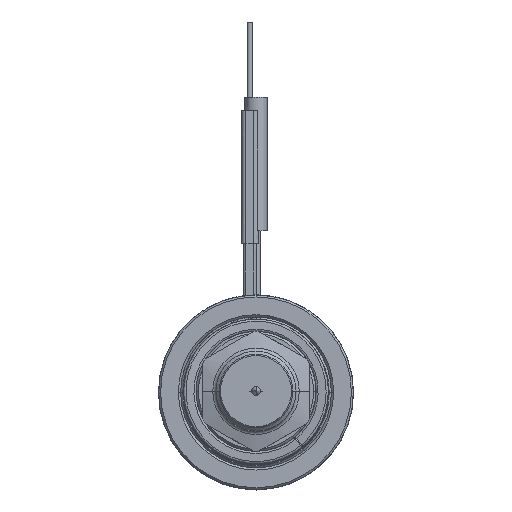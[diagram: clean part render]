
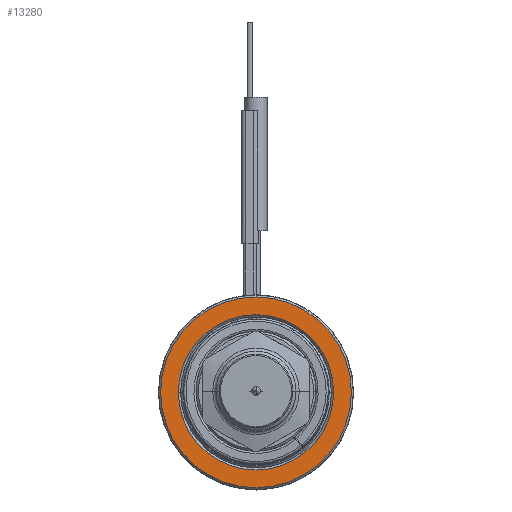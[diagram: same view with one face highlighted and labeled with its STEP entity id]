
A CAD part, top view. The second image highlights one B-rep face of the part: STEP entity #13280.
In plain terms, the highlighted planar face has unit normal (0, 0, 1).
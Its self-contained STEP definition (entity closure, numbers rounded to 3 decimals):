
#3914=CARTESIAN_POINT('',(0.,0.,40.));
#3915=DIRECTION('',(0.,0.,-1.));
#3916=DIRECTION('',(-1.,0.,0.));
#3917=AXIS2_PLACEMENT_3D('',#3914,#3915,#3916);
#3928=CARTESIAN_POINT('',(0.,0.,
40.));
#3929=DIRECTION('',(0.,0.,-1.));
#3930=DIRECTION('',(1.,0.,0.));
#3931=AXIS2_PLACEMENT_3D('',#3928,#3929,#3930);
#3942=CARTESIAN_POINT('',(0.,0.,
40.));
#3943=DIRECTION('',(0.,0.,-1.));
#3944=DIRECTION('',(1.,0.,0.));
#3945=AXIS2_PLACEMENT_3D('',#3942,#3943,#3944);
#3956=CARTESIAN_POINT('',(0.,0.,
40.));
#3957=DIRECTION('',(0.,0.,-1.));
#3958=DIRECTION('',(-1.,0.,0.));
#3959=AXIS2_PLACEMENT_3D('',#3956,#3957,#3958);
#7967=CARTESIAN_POINT('',(21.5,0.,40.));
#7968=CARTESIAN_POINT('',(-21.5,0.,40.));
#7969=VERTEX_POINT('',#7967);
#7970=VERTEX_POINT('',#7968);
#7971=CARTESIAN_POINT('',(17.5,0.,40.));
#7972=CARTESIAN_POINT('',(-17.5,0.,40.));
#7973=VERTEX_POINT('',#7971);
#7974=VERTEX_POINT('',#7972);
#13265=CARTESIAN_POINT('',(0.,0.,40.));
#13266=DIRECTION('',(0.,0.,1.));
#13267=DIRECTION('',(-1.,0.,0.));
#13268=AXIS2_PLACEMENT_3D('',#13265,#13266,#13267);
#13269=PLANE('',#13268);
#13270=ORIENTED_EDGE('',*,*,#13247,.T.);
#13271=ORIENTED_EDGE('',*,*,#13232,.T.);
#13272=EDGE_LOOP('',(#13270,#13271));
#13273=FACE_OUTER_BOUND('',#13272,.F.);
#13275=ORIENTED_EDGE('',*,*,#13274,.F.);
#13277=ORIENTED_EDGE('',*,*,#13276,.F.);
#13278=EDGE_LOOP('',(#13275,#13277));
#13279=FACE_BOUND('',#13278,.F.);
#3918=CIRCLE('',#3917,21.5);
#3932=CIRCLE('',#3931,21.5);
#3946=CIRCLE('',#3945,17.5);
#3960=CIRCLE('',#3959,17.5);
#13232=EDGE_CURVE('',#7970,#7969,#3918,.T.);
#13247=EDGE_CURVE('',#7969,#7970,#3932,.T.);
#13274=EDGE_CURVE('',#7973,#7974,#3946,.T.);
#13276=EDGE_CURVE('',#7974,#7973,#3960,.T.);
#13280=ADVANCED_FACE('',(#13273,#13279),#13269,.T.);
